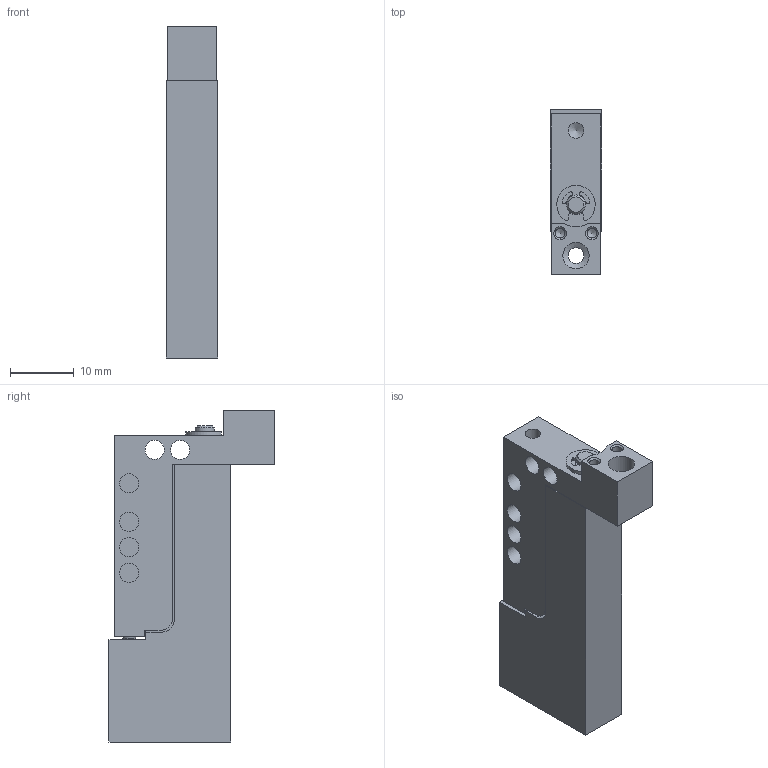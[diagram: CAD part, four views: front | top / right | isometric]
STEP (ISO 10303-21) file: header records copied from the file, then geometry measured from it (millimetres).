
FILE_DESCRIPTION(/* description */ ('STEP AP214'),/* implementation_level */ '2;1');
FILE_NAME(/* name */ '569793_DGSC-6-10-P-L',/* time_stamp */ '2024-08-15T23:49:43+02:00',/* author */ ('License CC BY-ND 4.0'),/* organization */ ('CADENAS'),/* preprocessor_version */ 'ST-DEVELOPER v19.3',/* originating_system */ 'PARTsolutions',/* authorisation */ ' ');
FILE_SCHEMA (('AUTOMOTIVE_DESIGN {1 0 10303 214 3 1 1}'));
Length unit declared in the file: millimetre
Products named in the file (4): 569793 DGSC-6-10-P-L---(00); 569793 DGSC-6-10-P-L---(H_00); 569793 DGSC-6-10-P-L---(S_00); 569793 DGSC-6-10-P-L---(P_00)
Assembly tree (3 placements, depth 2):
  569793 DGSC-6-10-P-L---(00)
    569793 DGSC-6-10-P-L---(H_00)
    569793 DGSC-6-10-P-L---(S_00)
    569793 DGSC-6-10-P-L---(P_00)
Bounding box: 8 x 26 x 52 mm (x, y, z)
Volume: 6498.7 mm3; surface area: 6618.6 mm2
Topology: 3 solids, 3 shells, 183 faces, 475 edges, 309 vertices
Faces by surface type: plane 101, cylinder 58, cone 19, torus 5
Full cylindrical faces by diameter (mm): 1.5 x2, 2 x2, 2.3 x2, 2.459 x6, 3 x11, 3.2 x1, 3.35 x1, 3.9 x1, 4.1 x2, 4.134 x1, 4.2 x1, 6.35 x2, 6.5 x1
Entity records: 5829 total; most frequent: DIRECTION 915, CARTESIAN_POINT 894, ORIENTED_EDGE 784, EDGE_CURVE 392, AXIS2_PLACEMENT_3D 340, VERTEX_POINT 290, FACE_BOUND 276, EDGE_LOOP 269
